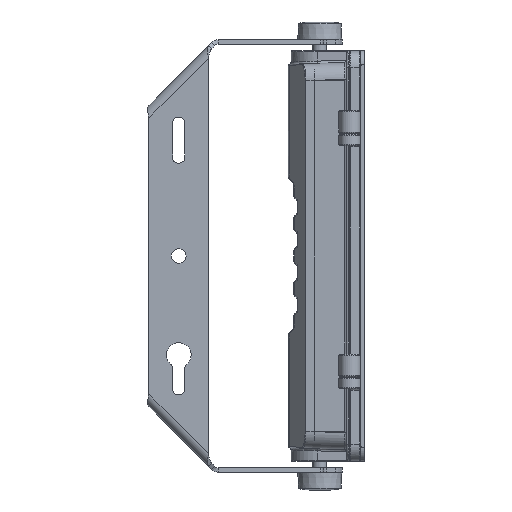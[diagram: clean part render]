
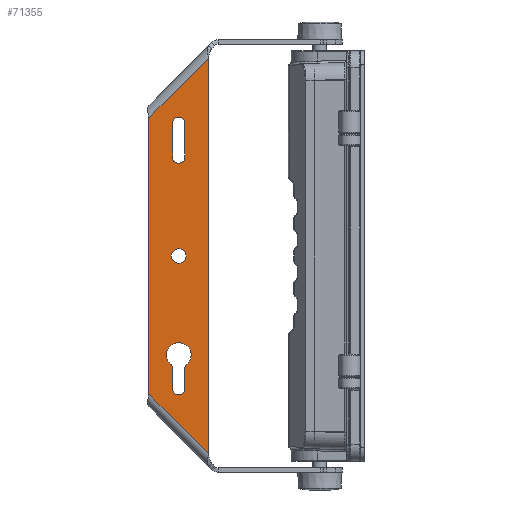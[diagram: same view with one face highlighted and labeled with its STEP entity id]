
A CAD part, front view. The second image highlights one B-rep face of the part: STEP entity #71355.
In plain terms, the highlighted planar face has unit normal (0, -1, 0).
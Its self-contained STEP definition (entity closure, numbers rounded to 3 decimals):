
#441 = EDGE_CURVE ( 'NONE', #69316, #24692, #52050, .T. ) ;
#1254 = DIRECTION ( 'NONE',  ( -1., 0., 0. ) ) ;
#2504 = VERTEX_POINT ( 'NONE', #54093 ) ;
#2766 = VECTOR ( 'NONE', #67705, 1000. ) ;
#2809 = CARTESIAN_POINT ( 'NONE',  ( -87.8, 0., 0. ) ) ;
#4406 = ORIENTED_EDGE ( 'NONE', *, *, #52256, .F. ) ;
#4541 = CARTESIAN_POINT ( 'NONE',  ( -175.407, 0., -26.5 ) ) ;
#4827 = DIRECTION ( 'NONE',  ( 0., -1., 0. ) ) ;
#5072 = AXIS2_PLACEMENT_3D ( 'NONE', #24184, #6142, #41137 ) ;
#5243 = ORIENTED_EDGE ( 'NONE', *, *, #29813, .T. ) ;
#5855 = VECTOR ( 'NONE', #19566, 1000. ) ;
#5858 = CARTESIAN_POINT ( 'NONE',  ( 87.8, 0., -5.5 ) ) ;
#5899 = ORIENTED_EDGE ( 'NONE', *, *, #72044, .T. ) ;
#6135 = DIRECTION ( 'NONE',  ( 0., 1., 0. ) ) ;
#6142 = DIRECTION ( 'NONE',  ( 0., 1., 0. ) ) ;
#7661 = DIRECTION ( 'NONE',  ( -1., 0., 0. ) ) ;
#8042 = CARTESIAN_POINT ( 'NONE',  ( 0., 0., 0. ) ) ;
#8411 = DIRECTION ( 'NONE',  ( -0.755, 0., -0.656 ) ) ;
#8583 = VERTEX_POINT ( 'NONE', #57356 ) ;
#9043 = AXIS2_PLACEMENT_3D ( 'NONE', #15342, #72838, #66400 ) ;
#9274 = CARTESIAN_POINT ( 'NONE',  ( -99.873, 0., -5.5 ) ) ;
#10079 = DIRECTION ( 'NONE',  ( 1., 0., 0. ) ) ;
#10217 = AXIS2_PLACEMENT_3D ( 'NONE', #2809, #64745, #8411 ) ;
#10680 = ORIENTED_EDGE ( 'NONE', *, *, #52696, .F. ) ;
#12570 = CARTESIAN_POINT ( 'NONE',  ( 122.407, 0., 26.5 ) ) ;
#13053 = LINE ( 'NONE', #19092, #29948 ) ;
#13280 = EDGE_CURVE ( 'NONE', #2504, #8583, #28350, .T. ) ;
#13695 = ORIENTED_EDGE ( 'NONE', *, *, #13280, .F. ) ;
#15272 = VERTEX_POINT ( 'NONE', #51772 ) ;
#15342 = CARTESIAN_POINT ( 'NONE',  ( 103.807, 0., -26.5 ) ) ;
#15425 = VERTEX_POINT ( 'NONE', #45620 ) ;
#15532 = EDGE_CURVE ( 'NONE', #73301, #37159, #39543, .T. ) ;
#15594 = AXIS2_PLACEMENT_3D ( 'NONE', #8042, #47133, #7661 ) ;
#15782 = VECTOR ( 'NONE', #1254, 1000. ) ;
#15819 = DIRECTION ( 'NONE',  ( 1., 0., 0. ) ) ;
#16140 = DIRECTION ( 'NONE',  ( 0., 0., -1. ) ) ;
#16263 = DIRECTION ( 'NONE',  ( -1., 0., 0. ) ) ;
#16412 = CARTESIAN_POINT ( 'NONE',  ( -99.873, 0., 5.5 ) ) ;
#16627 = CARTESIAN_POINT ( 'NONE',  ( 117.8, 0., -5.5 ) ) ;
#17028 = VECTOR ( 'NONE', #17094, 1000. ) ;
#17094 = DIRECTION ( 'NONE',  ( 0.707, 0., -0.707 ) ) ;
#18303 = AXIS2_PLACEMENT_3D ( 'NONE', #36205, #6135, #52346 ) ;
#18355 = ORIENTED_EDGE ( 'NONE', *, *, #21145, .T. ) ;
#18732 = EDGE_CURVE ( 'NONE', #44632, #15272, #67906, .T. ) ;
#18791 = CARTESIAN_POINT ( 'NONE',  ( 117.8, 0., -5.5 ) ) ;
#19092 = CARTESIAN_POINT ( 'NONE',  ( -99.873, 0., -5.5 ) ) ;
#19257 = VERTEX_POINT ( 'NONE', #38132 ) ;
#19566 = DIRECTION ( 'NONE',  ( -0.707, 0., -0.707 ) ) ;
#19983 = DIRECTION ( 'NONE',  ( 0., -1., 0. ) ) ;
#20348 = ORIENTED_EDGE ( 'NONE', *, *, #42630, .F. ) ;
#21145 = EDGE_CURVE ( 'NONE', #23831, #64478, #30673, .T. ) ;
#21718 = FACE_BOUND ( 'NONE', #67167, .T. ) ;
#22000 = VERTEX_POINT ( 'NONE', #69052 ) ;
#23831 = VERTEX_POINT ( 'NONE', #29154 ) ;
#24184 = CARTESIAN_POINT ( 'NONE',  ( 117.8, 0., 0. ) ) ;
#24692 = VERTEX_POINT ( 'NONE', #9274 ) ;
#26283 = CARTESIAN_POINT ( 'NONE',  ( -117.8, 0., 0. ) ) ;
#27425 = DIRECTION ( 'NONE',  ( 0., 0., 1. ) ) ;
#28350 = CIRCLE ( 'NONE', #31971, 5.5 ) ;
#28751 = DIRECTION ( 'NONE',  ( 0., -1., 0. ) ) ;
#29154 = CARTESIAN_POINT ( 'NONE',  ( 87.8, 0., 5.5 ) ) ;
#29813 = EDGE_CURVE ( 'NONE', #2504, #53516, #31185, .T. ) ;
#29948 = VECTOR ( 'NONE', #59219, 1000. ) ;
#30636 = EDGE_CURVE ( 'NONE', #56556, #19257, #63977, .T. ) ;
#30673 = LINE ( 'NONE', #50386, #2766 ) ;
#31185 = LINE ( 'NONE', #54035, #54181 ) ;
#31253 = EDGE_CURVE ( 'NONE', #37159, #23831, #66199, .T. ) ;
#31914 = FACE_OUTER_BOUND ( 'NONE', #32646, .T. ) ;
#31971 = AXIS2_PLACEMENT_3D ( 'NONE', #26283, #19983, #27425 ) ;
#32376 = CARTESIAN_POINT ( 'NONE',  ( 0., 0., 0. ) ) ;
#32639 = FACE_BOUND ( 'NONE', #69670, .T. ) ;
#32646 = EDGE_LOOP ( 'NONE', ( #38240, #45137, #20348, #68013 ) ) ;
#33999 = LINE ( 'NONE', #68164, #17028 ) ;
#35814 = AXIS2_PLACEMENT_3D ( 'NONE', #32376, #55969, #15819 ) ;
#35973 = VECTOR ( 'NONE', #10079, 1000. ) ;
#36205 = CARTESIAN_POINT ( 'NONE',  ( 87.8, 0., 0. ) ) ;
#37159 = VERTEX_POINT ( 'NONE', #5858 ) ;
#37506 = CIRCLE ( 'NONE', #5072, 5.5 ) ;
#38132 = CARTESIAN_POINT ( 'NONE',  ( -122.407, 0., 26.5 ) ) ;
#38240 = ORIENTED_EDGE ( 'NONE', *, *, #52946, .T. ) ;
#38860 = ORIENTED_EDGE ( 'NONE', *, *, #441, .T. ) ;
#39543 = LINE ( 'NONE', #16627, #54294 ) ;
#40144 = CARTESIAN_POINT ( 'NONE',  ( -96.1, 0., -7.219 ) ) ;
#41137 = DIRECTION ( 'NONE',  ( 0., 0., 1. ) ) ;
#41721 = CARTESIAN_POINT ( 'NONE',  ( -122.407, 0., 26.5 ) ) ;
#42511 = AXIS2_PLACEMENT_3D ( 'NONE', #58400, #28751, #52377 ) ;
#42630 = EDGE_CURVE ( 'NONE', #56556, #15272, #33999, .T. ) ;
#43522 = PLANE ( 'NONE',  #9043 ) ;
#43610 = CARTESIAN_POINT ( 'NONE',  ( -96.1, 0., 7.219 ) ) ;
#44632 = VERTEX_POINT ( 'NONE', #4541 ) ;
#44799 = CARTESIAN_POINT ( 'NONE',  ( 117.8, 0., 5.5 ) ) ;
#45137 = ORIENTED_EDGE ( 'NONE', *, *, #18732, .T. ) ;
#45620 = CARTESIAN_POINT ( 'NONE',  ( -6.5, 0., 0. ) ) ;
#46206 = CIRCLE ( 'NONE', #10217, 11. ) ;
#47133 = DIRECTION ( 'NONE',  ( 0., -1., 0. ) ) ;
#47781 = CIRCLE ( 'NONE', #35814, 6.5 ) ;
#50325 = CIRCLE ( 'NONE', #15594, 6.5 ) ;
#50386 = CARTESIAN_POINT ( 'NONE',  ( 87.8, 0., 5.5 ) ) ;
#51037 = EDGE_CURVE ( 'NONE', #53516, #67737, #54939, .T. ) ;
#51772 = CARTESIAN_POINT ( 'NONE',  ( 175.407, 0., -26.5 ) ) ;
#52050 = CIRCLE ( 'NONE', #42511, 5. ) ;
#52256 = EDGE_CURVE ( 'NONE', #15425, #22000, #50325, .T. ) ;
#52346 = DIRECTION ( 'NONE',  ( 0., 0., -1. ) ) ;
#52377 = DIRECTION ( 'NONE',  ( 0.755, 0., 0.656 ) ) ;
#52696 = EDGE_CURVE ( 'NONE', #22000, #15425, #47781, .T. ) ;
#52946 = EDGE_CURVE ( 'NONE', #19257, #44632, #70992, .T. ) ;
#53516 = VERTEX_POINT ( 'NONE', #16412 ) ;
#54035 = CARTESIAN_POINT ( 'NONE',  ( -117.8, 0., 5.5 ) ) ;
#54093 = CARTESIAN_POINT ( 'NONE',  ( -117.8, 0., 5.5 ) ) ;
#54181 = VECTOR ( 'NONE', #59680, 1000. ) ;
#54294 = VECTOR ( 'NONE', #16263, 1000. ) ;
#54939 = CIRCLE ( 'NONE', #57385, 5. ) ;
#55466 = CARTESIAN_POINT ( 'NONE',  ( -175.407, 0., -26.5 ) ) ;
#55969 = DIRECTION ( 'NONE',  ( 0., -1., 0. ) ) ;
#56421 = EDGE_LOOP ( 'NONE', ( #59305, #61108, #62158, #18355 ) ) ;
#56556 = VERTEX_POINT ( 'NONE', #70539 ) ;
#57356 = CARTESIAN_POINT ( 'NONE',  ( -117.8, 0., -5.5 ) ) ;
#57385 = AXIS2_PLACEMENT_3D ( 'NONE', #67580, #4827, #16140 ) ;
#58400 = CARTESIAN_POINT ( 'NONE',  ( -99.873, 0., -10.5 ) ) ;
#59219 = DIRECTION ( 'NONE',  ( -1., 0., 0. ) ) ;
#59305 = ORIENTED_EDGE ( 'NONE', *, *, #67217, .T. ) ;
#59306 = EDGE_CURVE ( 'NONE', #69316, #67737, #46206, .T. ) ;
#59680 = DIRECTION ( 'NONE',  ( 1., 0., 0. ) ) ;
#60748 = FACE_BOUND ( 'NONE', #56421, .T. ) ;
#61108 = ORIENTED_EDGE ( 'NONE', *, *, #15532, .T. ) ;
#62158 = ORIENTED_EDGE ( 'NONE', *, *, #31253, .T. ) ;
#63977 = LINE ( 'NONE', #12570, #15782 ) ;
#64478 = VERTEX_POINT ( 'NONE', #44799 ) ;
#64745 = DIRECTION ( 'NONE',  ( 0., -1., 0. ) ) ;
#66199 = CIRCLE ( 'NONE', #18303, 5.5 ) ;
#66400 = DIRECTION ( 'NONE',  ( -1., 0., 0. ) ) ;
#67167 = EDGE_LOOP ( 'NONE', ( #10680, #4406 ) ) ;
#67217 = EDGE_CURVE ( 'NONE', #64478, #73301, #37506, .T. ) ;
#67580 = CARTESIAN_POINT ( 'NONE',  ( -99.873, 0., 10.5 ) ) ;
#67705 = DIRECTION ( 'NONE',  ( 1., 0., 0. ) ) ;
#67737 = VERTEX_POINT ( 'NONE', #43610 ) ;
#67906 = LINE ( 'NONE', #55466, #35973 ) ;
#68013 = ORIENTED_EDGE ( 'NONE', *, *, #30636, .T. ) ;
#68164 = CARTESIAN_POINT ( 'NONE',  ( 122.407, 0., 26.5 ) ) ;
#69052 = CARTESIAN_POINT ( 'NONE',  ( 6.5, 0., 0. ) ) ;
#69316 = VERTEX_POINT ( 'NONE', #40144 ) ;
#69670 = EDGE_LOOP ( 'NONE', ( #5899, #13695, #5243, #71992, #73113, #38860 ) ) ;
#70539 = CARTESIAN_POINT ( 'NONE',  ( 122.407, 0., 26.5 ) ) ;
#70992 = LINE ( 'NONE', #41721, #5855 ) ;
#71355 = ADVANCED_FACE ( 'NONE', ( #60748, #21718, #32639, #31914 ), #43522, .T. ) ;
#71992 = ORIENTED_EDGE ( 'NONE', *, *, #51037, .T. ) ;
#72044 = EDGE_CURVE ( 'NONE', #24692, #8583, #13053, .T. ) ;
#72838 = DIRECTION ( 'NONE',  ( 0., -1., 0. ) ) ;
#73113 = ORIENTED_EDGE ( 'NONE', *, *, #59306, .F. ) ;
#73301 = VERTEX_POINT ( 'NONE', #18791 ) ;
